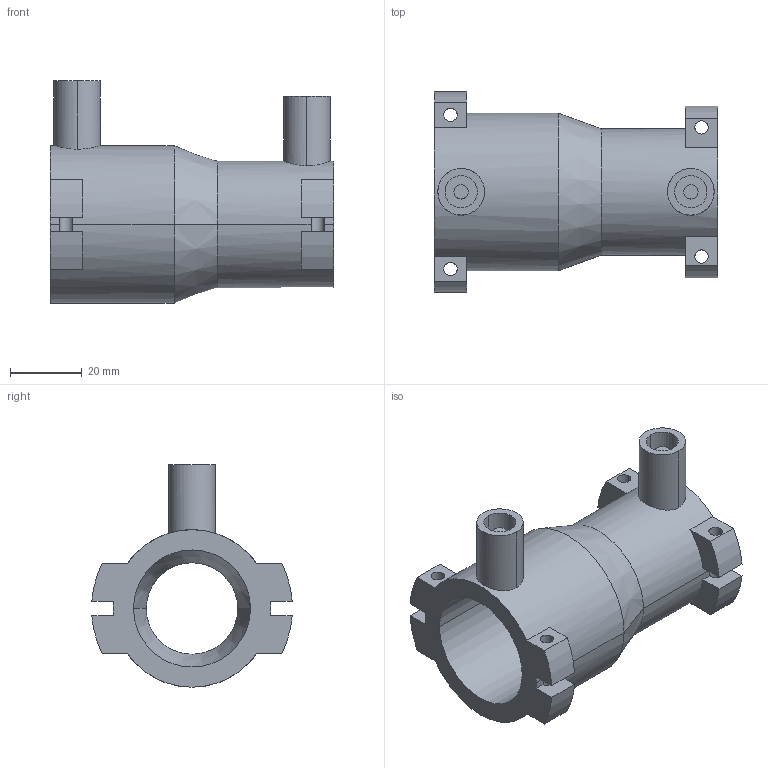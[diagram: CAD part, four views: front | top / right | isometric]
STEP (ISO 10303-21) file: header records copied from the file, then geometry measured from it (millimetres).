
FILE_DESCRIPTION(('STEP AP214'),'1');
FILE_NAME('cctmp_B4E664BD-C5E1-4AFA-B7DF-4832CCF3EFDC_2020_6_8_10_27_25_661..stp','2020-06-08T08:27:25',('Georg Fischer Piping Systems Ltd.'),('CADClick - www.CADClick.com'),'Spatial InterOp 3D',' ','unknown authorization');
FILE_SCHEMA(('AUTOMOTIVE_DESIGN'));
Length unit declared in the file: millimetre
Products named in the file (1): 753901641
Bounding box: 79 x 55.86 x 62 mm (x, y, z)
Volume: 52994.2 mm3; surface area: 23885.8 mm2
Topology: 1 solids, 1 shells, 82 faces, 234 edges, 154 vertices
Faces by surface type: cylinder 46, plane 32, cone 4
Entity records: 3584 total; most frequent: CARTESIAN_POINT 667, DIRECTION 482, ORIENTED_EDGE 468, EDGE_CURVE 234, AXIS2_PLACEMENT_3D 185, VERTEX_POINT 154, LINE 112, VECTOR 112
